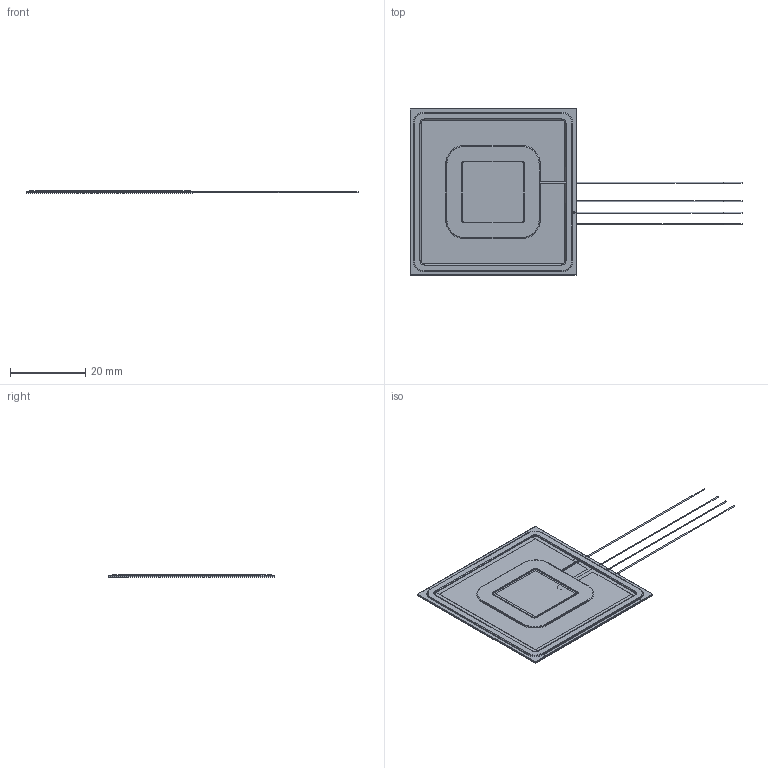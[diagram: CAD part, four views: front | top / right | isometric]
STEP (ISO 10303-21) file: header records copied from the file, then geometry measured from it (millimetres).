
FILE_DESCRIPTION(/* description */ ('Unknown'),/* implementation_level */ '2;1');
FILE_NAME(/* name */ '760308102306',/* time_stamp */ '2016-07-14T15:22:21+02:00',/* author */ ('Unknown'),/* organization */ ('Unknown'),/* preprocessor_version */ 'ST-DEVELOPER v16.7',/* originating_system */ 'DEX',/* authorisation */ $);
FILE_SCHEMA (('AUTOMOTIVE_DESIGN {1 0 10303 214 3 1 1}'));
Length unit declared in the file: millimetre
Products named in the file (24): 760308102306; A - release paper; B - adhesive tape; C - Ferrite Sheet; PET-c; Ferrite-c; D - Ferrite Sheet; PET-d; Ferrite-d; E - Ferrite Sheet; PET-e; Ferrite-e; F - Ferrite Sheet; PET-f; Ferrite-f; G - Ferrite Sheet; PET-g; Ferrite-g; H - Ferrite Sheet; PET-h; Ferrite-h; I - coil; K - PET; J - coil
Assembly tree (30 placements, depth 3):
  760308102306
    A - release paper
    B - adhesive tape
    C - Ferrite Sheet
      PET-c  x2
      Ferrite-c
    D - Ferrite Sheet  x2
      PET-d
      Ferrite-d
    E - Ferrite Sheet
      PET-e  x2
      Ferrite-e
    F - Ferrite Sheet
      PET-f  x2
      Ferrite-f
    G - Ferrite Sheet
      PET-g  x2
      Ferrite-g
    H - Ferrite Sheet
      PET-h  x2
      Ferrite-h
    I - coil
    K - PET
    J - coil
Bounding box: 88 x 44 x 0.78 mm (x, y, z)
Volume: 1126.9 mm3; surface area: 25881.3 mm2
Topology: 26 solids, 26 shells, 394 faces, 902 edges, 562 vertices
Faces by surface type: plane 175, cylinder 117, torus 94, sphere 6, bspline 2
Full cylindrical faces by diameter (mm): 0.28 x4, 0.3 x6
Entity records: 10845 total; most frequent: CARTESIAN_POINT 2000, DIRECTION 1834, ORIENTED_EDGE 1504, EDGE_CURVE 752, AXIS2_PLACEMENT_3D 733, VERTEX_POINT 476, LINE 368, VECTOR 368
